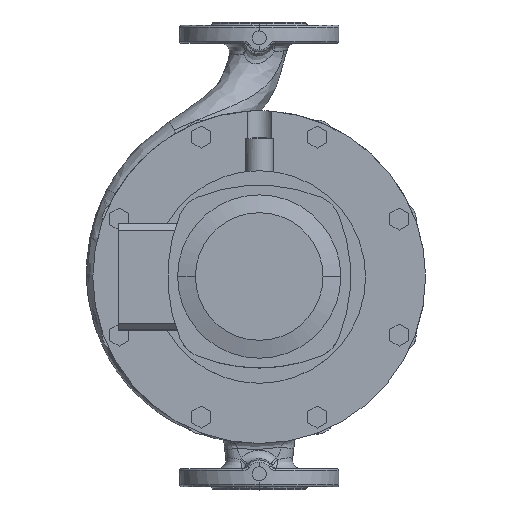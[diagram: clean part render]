
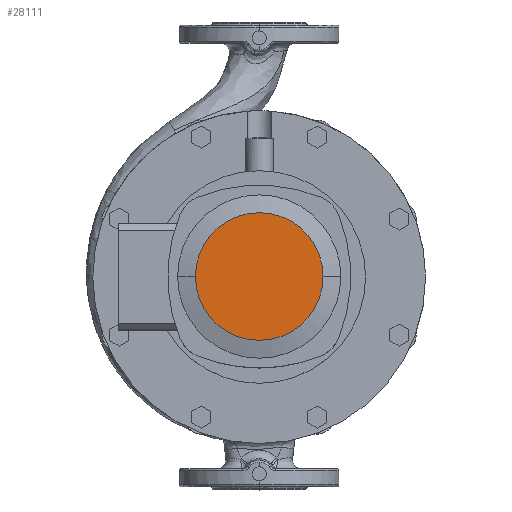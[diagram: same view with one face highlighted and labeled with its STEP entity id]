
A CAD part, top view. The second image highlights one B-rep face of the part: STEP entity #28111.
In plain terms, the highlighted planar face has unit normal (0, 0, 1).
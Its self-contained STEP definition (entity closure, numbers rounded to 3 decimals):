
#7481 = EDGE_CURVE ( 'NONE', #16565, #16784, #11456, .T. ) ;
#7681 = ORIENTED_EDGE ( 'NONE', *, *, #25089, .T. ) ;
#7780 = ORIENTED_EDGE ( 'NONE', *, *, #7481, .T. ) ;
#8727 = EDGE_LOOP ( 'NONE', ( #7681, #7780 ) ) ;
#11167 = AXIS2_PLACEMENT_3D ( 'NONE', #24007, #24006, #24005 ) ;
#11456 = CIRCLE ( 'NONE', #11167, 60. ) ;
#14438 = AXIS2_PLACEMENT_3D ( 'NONE', #15434, #15441, #15442 ) ;
#15434 = CARTESIAN_POINT ( 'NONE',  ( -60., 0., 361.5 ) ) ;
#15437 = FACE_OUTER_BOUND ( 'NONE', #8727, .T. ) ;
#15438 = PLANE ( 'NONE',  #14438 ) ;
#15441 = DIRECTION ( 'NONE',  ( 0., 0., -1. ) ) ;
#15442 = DIRECTION ( 'NONE',  ( -1., 0., 0. ) ) ;
#16565 = VERTEX_POINT ( 'NONE', #21333 ) ;
#16784 = VERTEX_POINT ( 'NONE', #21551 ) ;
#21333 = CARTESIAN_POINT ( 'NONE',  ( 60., 0., 361.5 ) ) ;
#21551 = CARTESIAN_POINT ( 'NONE',  ( -60., 0., 361.5 ) ) ;
#23740 = DIRECTION ( 'NONE',  ( 1., 0., 0. ) ) ;
#23741 = DIRECTION ( 'NONE',  ( 0., 0., 1. ) ) ;
#23742 = CARTESIAN_POINT ( 'NONE',  ( 0., 0., 361.5 ) ) ;
#24005 = DIRECTION ( 'NONE',  ( 1., 0., 0. ) ) ;
#24006 = DIRECTION ( 'NONE',  ( 0., 0., 1. ) ) ;
#24007 = CARTESIAN_POINT ( 'NONE',  ( 0., 0., 361.5 ) ) ;
#25089 = EDGE_CURVE ( 'NONE', #16784, #16565, #25716, .T. ) ;
#25708 = AXIS2_PLACEMENT_3D ( 'NONE', #23742, #23741, #23740 ) ;
#25716 = CIRCLE ( 'NONE', #25708, 60. ) ;
#28111 = ADVANCED_FACE ( 'NONE', ( #15437 ), #15438, .F. ) ;
